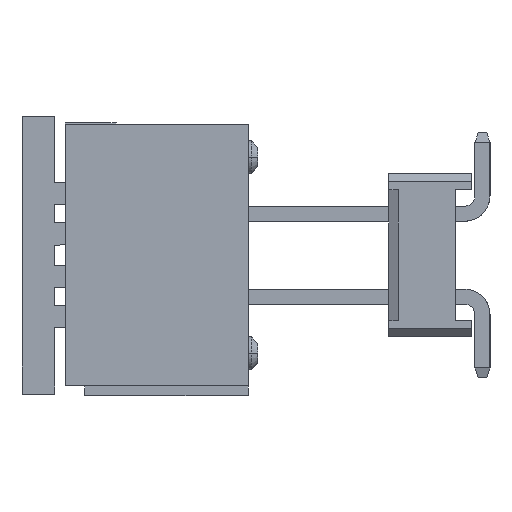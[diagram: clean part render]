
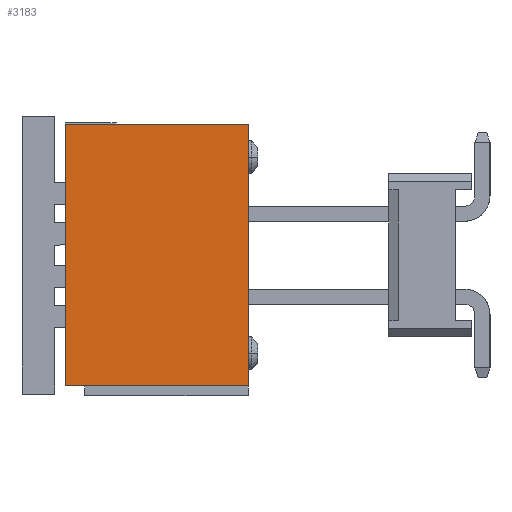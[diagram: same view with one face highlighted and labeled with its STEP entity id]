
A CAD part, left-side view. The second image highlights one B-rep face of the part: STEP entity #3183.
In plain terms, the highlighted planar face has unit normal (-1, 0, 0).
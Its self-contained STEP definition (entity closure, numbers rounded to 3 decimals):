
#376=CARTESIAN_POINT('',(0.,7.62,-204.47));
#377=VERTEX_POINT('',#376);
#387=CARTESIAN_POINT('',(0.,149.86,-204.47));
#388=VERTEX_POINT('',#387);
#389=CARTESIAN_POINT('',(0.,7.62,-204.47));
#390=CARTESIAN_POINT('',(0.,36.068,-204.47));
#391=CARTESIAN_POINT('',(0.,64.516,-204.47));
#392=CARTESIAN_POINT('',(0.,92.964,-204.47));
#393=CARTESIAN_POINT('',(0.,121.412,-204.47));
#394=CARTESIAN_POINT('',(0.,149.86,-204.47));
#395=B_SPLINE_CURVE_WITH_KNOTS('',5,(#389,#390,#391,#392,#393,#394),.UNSPECIFIED.,.F.,.U.,(6,6),(0.,5.6),.UNSPECIFIED.);
#396=EDGE_CURVE('',#377,#388,#395,.T.);
#564=CARTESIAN_POINT('',(0.,7.62,-1.27));
#565=VERTEX_POINT('',#564);
#575=CARTESIAN_POINT('',(0.,7.62,-1.27));
#576=CARTESIAN_POINT('',(0.,7.62,-41.91));
#577=CARTESIAN_POINT('',(0.,7.62,-82.55));
#578=CARTESIAN_POINT('',(0.,7.62,-123.19));
#579=CARTESIAN_POINT('',(0.,7.62,-163.83));
#580=CARTESIAN_POINT('',(0.,7.62,-204.47));
#581=B_SPLINE_CURVE_WITH_KNOTS('',5,(#575,#576,#577,#578,#579,#580),.UNSPECIFIED.,.F.,.U.,(6,6),(0.,8.),.UNSPECIFIED.);
#582=EDGE_CURVE('',#565,#377,#581,.T.);
#3154=CARTESIAN_POINT('',(0.,78.74,-102.87));
#3155=DIRECTION('',(0.,-1.,0.));
#3156=DIRECTION('',(-1.,0.,0.));
#3157=AXIS2_PLACEMENT_3D('',#3154,#3156,#3155);
#3158=PLANE('',#3157);
#3159=ORIENTED_EDGE('',*,*,#582,.F.);
#3160=CARTESIAN_POINT('',(0.,149.86,-1.27));
#3161=VERTEX_POINT('',#3160);
#3162=CARTESIAN_POINT('',(0.,7.62,-1.27));
#3163=CARTESIAN_POINT('',(0.,36.068,-1.27));
#3164=CARTESIAN_POINT('',(0.,64.516,-1.27));
#3165=CARTESIAN_POINT('',(0.,92.964,-1.27));
#3166=CARTESIAN_POINT('',(0.,121.412,-1.27));
#3167=CARTESIAN_POINT('',(0.,149.86,-1.27));
#3168=B_SPLINE_CURVE_WITH_KNOTS('',5,(#3162,#3163,#3164,#3165,#3166,#3167),.UNSPECIFIED.,.F.,.U.,(6,6),(0.,5.6),.UNSPECIFIED.);
#3169=EDGE_CURVE('',#565,#3161,#3168,.T.);
#3170=ORIENTED_EDGE('',*,*,#3169,.T.);
#3171=CARTESIAN_POINT('',(0.,149.86,-1.27));
#3172=CARTESIAN_POINT('',(0.,149.86,-41.91));
#3173=CARTESIAN_POINT('',(0.,149.86,-82.55));
#3174=CARTESIAN_POINT('',(0.,149.86,-123.19));
#3175=CARTESIAN_POINT('',(0.,149.86,-163.83));
#3176=CARTESIAN_POINT('',(0.,149.86,-204.47));
#3177=B_SPLINE_CURVE_WITH_KNOTS('',5,(#3171,#3172,#3173,#3174,#3175,#3176),.UNSPECIFIED.,.F.,.U.,(6,6),(0.,8.),.UNSPECIFIED.);
#3178=EDGE_CURVE('',#3161,#388,#3177,.T.);
#3179=ORIENTED_EDGE('',*,*,#3178,.T.);
#3180=ORIENTED_EDGE('',*,*,#396,.F.);
#3181=EDGE_LOOP('',(#3159,#3170,#3179,#3180));
#3182=FACE_OUTER_BOUND('',#3181,.T.);
#3183=ADVANCED_FACE('',(#3182),#3158,.T.);
